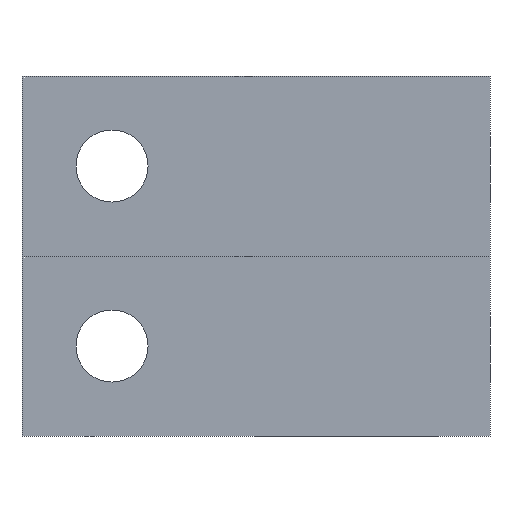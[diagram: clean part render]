
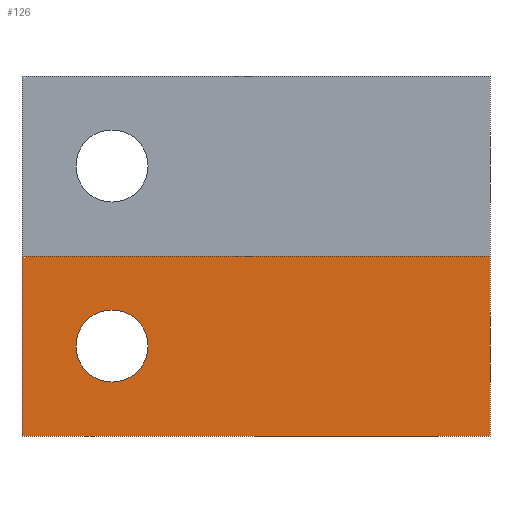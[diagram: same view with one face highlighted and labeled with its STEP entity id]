
A CAD part, front view. The second image highlights one B-rep face of the part: STEP entity #126.
In plain terms, the highlighted planar face has unit normal (0, -1, 0).
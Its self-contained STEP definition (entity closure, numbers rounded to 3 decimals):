
#126=ADVANCED_FACE('',(#150,#152),#154,.T.);
#150=FACE_BOUND('',#151,.T.);
#151=EDGE_LOOP('',(#274,#275,#276,#277));
#152=FACE_BOUND('',#153,.T.);
#153=EDGE_LOOP('',(#278));
#154=PLANE('',#155);
#155=AXIS2_PLACEMENT_3D('',#156,#157,#158);
#156=CARTESIAN_POINT('',(-8.,-8.,0.));
#157=DIRECTION('',(0.,-1.,0.));
#158=DIRECTION('',(1.,0.,0.));
#274=ORIENTED_EDGE('',*,*,#354,.T.);
#275=ORIENTED_EDGE('',*,*,#355,.T.);
#276=ORIENTED_EDGE('',*,*,#356,.F.);
#277=ORIENTED_EDGE('',*,*,#357,.F.);
#278=ORIENTED_EDGE('',*,*,#358,.T.);
#354=EDGE_CURVE('',#399,#400,#401,.T.);
#355=EDGE_CURVE('',#400,#402,#403,.T.);
#356=EDGE_CURVE('',#404,#402,#405,.T.);
#357=EDGE_CURVE('',#399,#404,#406,.T.);
#358=EDGE_CURVE('',#407,#407,#408,.F.);
#399=VERTEX_POINT('',#478);
#400=VERTEX_POINT('',#479);
#401=LINE('',#480,#481);
#402=VERTEX_POINT('',#483);
#403=LINE('',#484,#485);
#404=VERTEX_POINT('',#487);
#405=LINE('',#488,#489);
#406=LINE('',#491,#492);
#407=VERTEX_POINT('',#494);
#408=CIRCLE('',#495,2.);
#478=CARTESIAN_POINT('',(-18.,-8.,0.));
#479=CARTESIAN_POINT('',(8.,-8.,0.));
#480=CARTESIAN_POINT('',(-18.,-8.,0.));
#481=VECTOR('',#482,1.);
#482=DIRECTION('',(1.,0.,0.));
#483=CARTESIAN_POINT('',(8.,-8.,10.));
#484=CARTESIAN_POINT('',(8.,-8.,0.));
#485=VECTOR('',#486,1.);
#486=DIRECTION('',(0.,0.,1.));
#487=CARTESIAN_POINT('',(-18.,-8.,10.));
#488=CARTESIAN_POINT('',(-18.,-8.,10.));
#489=VECTOR('',#490,1.);
#490=DIRECTION('',(1.,0.,0.));
#491=CARTESIAN_POINT('',(-18.,-8.,0.));
#492=VECTOR('',#493,1.);
#493=DIRECTION('',(0.,0.,1.));
#494=CARTESIAN_POINT('',(-13.,-8.,3.));
#495=AXIS2_PLACEMENT_3D('',#496,#497,#498);
#496=CARTESIAN_POINT('',(-13.,-8.,5.));
#497=DIRECTION('',(0.,-1.,0.));
#498=DIRECTION('',(0.,0.,-1.));
